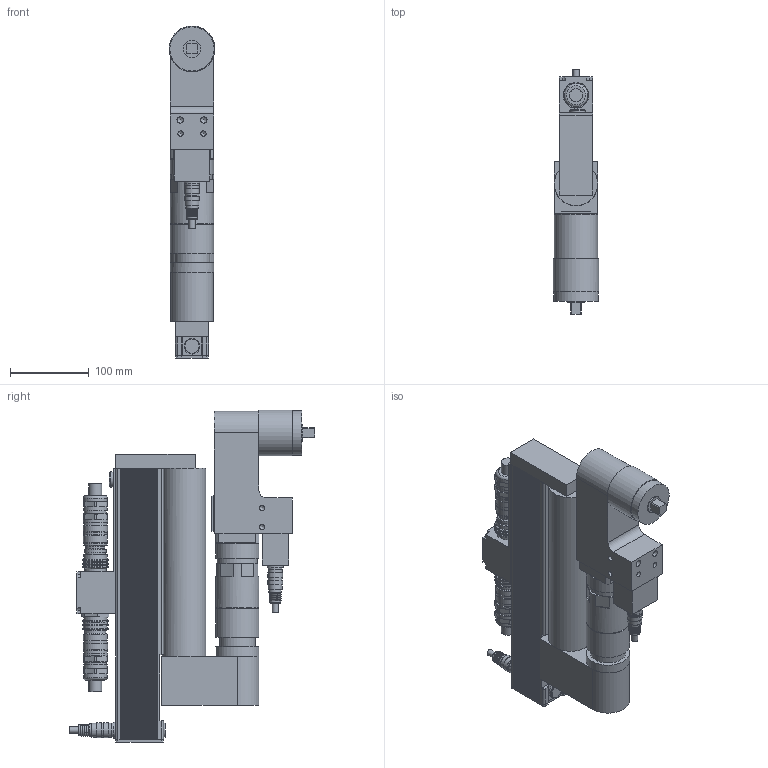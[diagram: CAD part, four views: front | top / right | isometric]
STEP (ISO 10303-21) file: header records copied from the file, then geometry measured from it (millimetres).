
FILE_DESCRIPTION((''),'2;1');
FILE_NAME('947527A6.stp','2011-03-25T14:27:48',('e4c32'),(''),'Autodesk Inventor 11','Autodesk Inventor 11','');
FILE_SCHEMA(('AUTOMOTIVE_DESIGN { 1 0 10303 214 1 1 1 1 }'));
Length unit declared in the file: millimetre
Products named in the file (6): 947527A6_IAM_001; 2WKXB_IPT_001; 1BUTS-XA_IPT_001.ipt_Motor und Getriebe; 961089-002_IPT_002.ipt_Stecker gerade; 961104-005_IPT_002.ipt_Stecker gerade; 961104-005_IPT_001.ipt_Stecker gerade
Assembly tree (6 placements, depth 2):
  947527A6_IAM_001
    2WKXB_IPT_001
    1BUTS-XA_IPT_001.ipt_Motor und Getriebe
    961089-002_IPT_002.ipt_Stecker gerade  x2
    961104-005_IPT_002.ipt_Stecker gerade
    961104-005_IPT_001.ipt_Stecker gerade
Bounding box: 57.99 x 310.24 x 420.4 mm (x, y, z)
Volume: 3301506.6 mm3; surface area: 316024.5 mm2
Topology: 6 solids, 6 shells, 1108 faces, 2796 edges, 1762 vertices
Faces by surface type: plane 735, cylinder 218, bspline 108, cone 35, torus 12
Full cylindrical faces by diameter (mm): 6.647 x2, 8 x2, 13.4 x2, 13.5 x1, 14 x10, 14.2 x2, 15.5 x1, 16 x6, 16.5 x2, 17.5 x1, 17.587 x4, 18 x6, 18.7 x4, 20 x4, 22 x1, 22.5 x1, 24 x1, 25.5 x1, 26.4 x1, 27 x1, 27.047 x1, 28 x2, 28.5 x1, 29.5 x3, 29.8 x4, 30 x4, 30.4 x2, 30.5 x3, 30.609 x1, 30.8 x4
Entity records: 30778 total; most frequent: CARTESIAN_POINT 6740, ORIENTED_EDGE 5162, DIRECTION 4563, EDGE_CURVE 2581, VERTEX_POINT 1695, VECTOR 1663, LINE 1663, AXIS2_PLACEMENT_3D 1450
